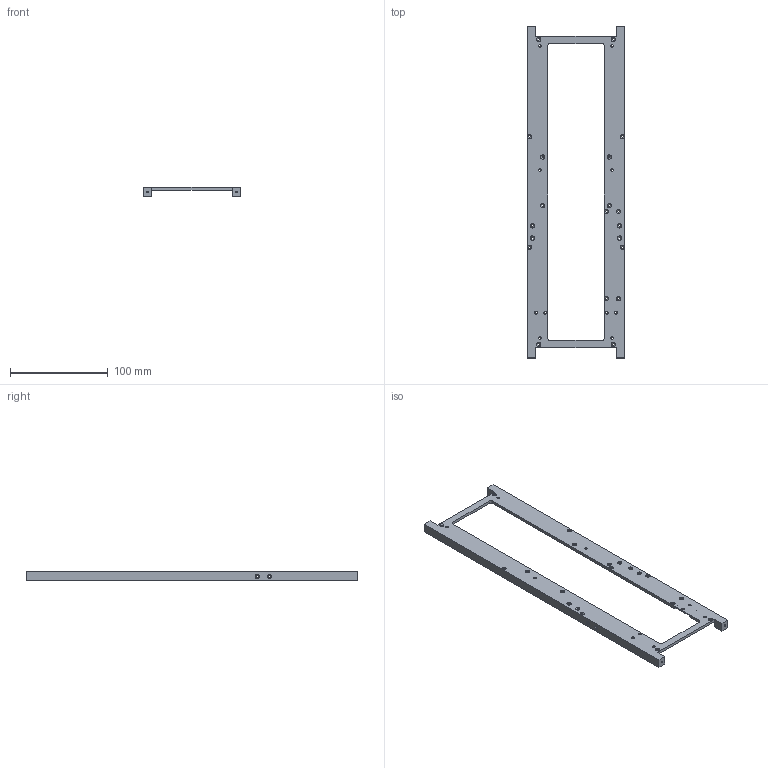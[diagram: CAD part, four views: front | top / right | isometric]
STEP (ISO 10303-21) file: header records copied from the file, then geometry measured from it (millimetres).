
FILE_DESCRIPTION (( 'STEP AP203' ), '1' );
FILE_NAME ('20-M102-C0_Default_sldprt.STEP', '2023-06-05T00:25:41', ( '' ), ( '' ), 'SwSTEP 2.0', 'SolidWorks 2022', '' );
FILE_SCHEMA (( 'CONFIG_CONTROL_DESIGN' ));
Length unit declared in the file: millimetre
Products named in the file (1): 20-M102-C0_Default_sldprt
Bounding box: 100 x 340.5 x 9.53 mm (x, y, z)
Volume: 58829.5 mm3; surface area: 44895.8 mm2
Topology: 1 solids, 1 shells, 204 faces, 551 edges, 346 vertices
Faces by surface type: cylinder 93, cone 56, plane 53, bspline 2
Entity records: 6880 total; most frequent: CARTESIAN_POINT 1338, DIRECTION 1203, ORIENTED_EDGE 1102, EDGE_CURVE 551, AXIS2_PLACEMENT_3D 451, VERTEX_POINT 346, VECTOR 301, LINE 301
